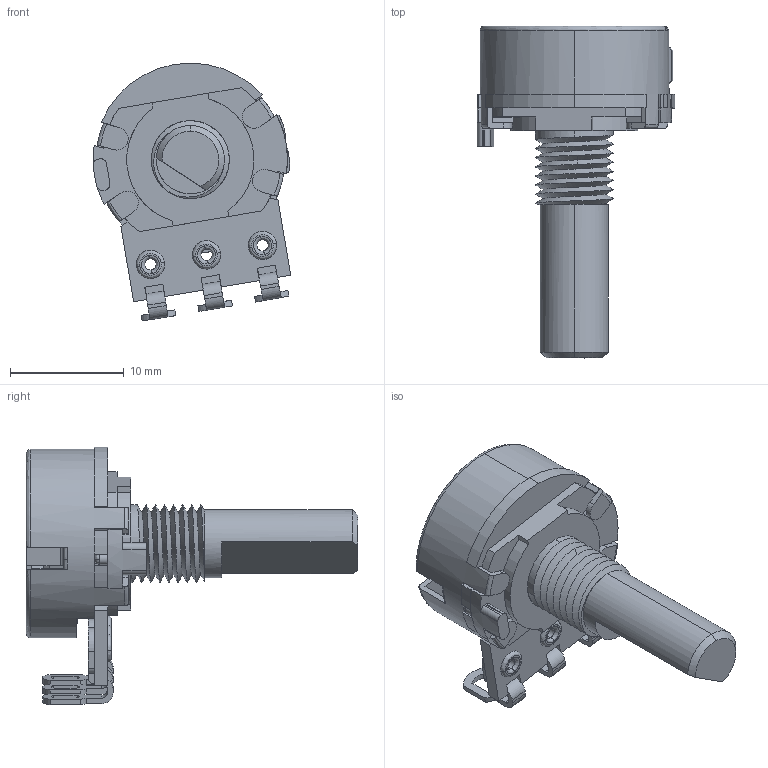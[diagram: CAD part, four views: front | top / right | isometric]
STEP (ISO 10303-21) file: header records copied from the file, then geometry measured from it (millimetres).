
FILE_DESCRIPTION (( 'STEP AP214' ), '1' );
FILE_NAME ('P160KNP-3FD20B5K.STEP', '2024-11-01T11:04:39', ( '' ), ( '' ), 'SwSTEP 2.0', 'SolidWorks 2024', '' );
FILE_SCHEMA (( 'AUTOMOTIVE_DESIGN' ));
Length unit declared in the file: millimetre
Products named in the file (1): P160KNP-3FD20B5K
Bounding box: 17.39 x 29.2 x 22.69 mm (x, y, z)
Volume: 1616.5 mm3; surface area: 3155.2 mm2
Topology: 1 solids, 1 shells, 412 faces, 1262 edges, 833 vertices
Faces by surface type: plane 248, cylinder 126, bspline 36, cone 2
Entity records: 19514 total; most frequent: CARTESIAN_POINT 6033, ORIENTED_EDGE 2524, DIRECTION 2063, EDGE_CURVE 1262, VERTEX_POINT 833, VECTOR 723, LINE 723, AXIS2_PLACEMENT_3D 670
